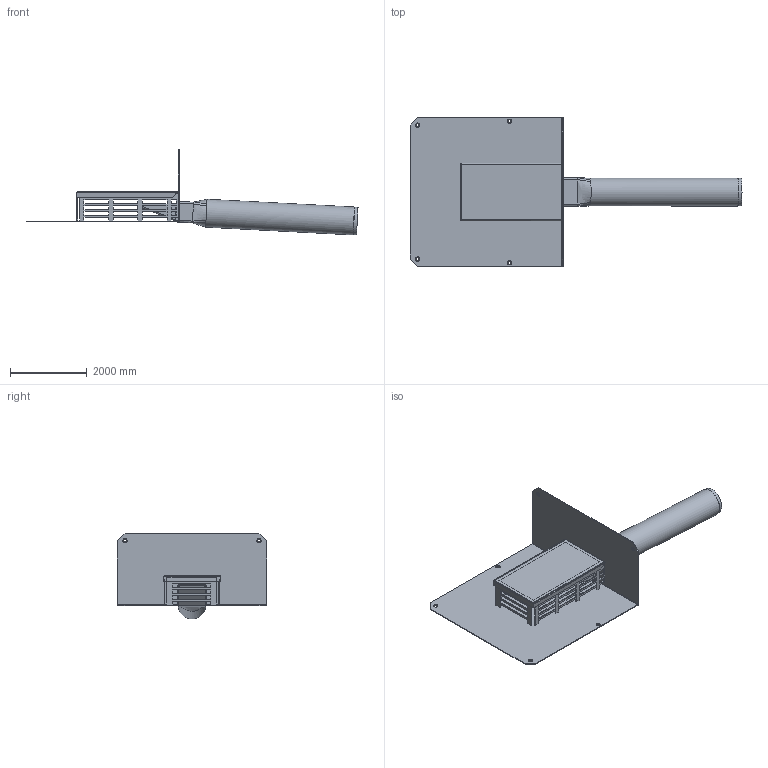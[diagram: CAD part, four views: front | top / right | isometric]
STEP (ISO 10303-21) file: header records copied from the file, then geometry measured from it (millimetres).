
FILE_DESCRIPTION(/* description */ (''),/* implementation_level */ '2;1');
FILE_NAME(/* name */ '01329.070X_3D.stp',/* time_stamp */ '2024-12-11T13:24:04+01:00',/* author */ ('CAD'),/* organization */ (''),/* preprocessor_version */ 'ST-DEVELOPER v20',/* originating_system */ 'AutoCAD Mechanical',/* authorisation */ '');
FILE_SCHEMA (('AUTOMOTIVE_DESIGN { 1 0 10303 214 3 1 1 }'));
Length unit declared in the file: centimetre
Products named in the file (2): Product; *S0
Assembly tree (1 placements, depth 2):
  Product
    *S0
Bounding box: 8674.85 x 3900 x 2242.21 mm (x, y, z)
Volume: 751355596.5 mm3; surface area: 86712883.3 mm2
Topology: 5 solids, 5 shells, 306 faces, 838 edges, 540 vertices
Faces by surface type: plane 248, cylinder 32, bspline 16, cone 8, torus 2
Full cylindrical faces by diameter (mm): 698 x1, 730 x1
Entity records: 11034 total; most frequent: CARTESIAN_POINT 3038, ORIENTED_EDGE 1700, DIRECTION 1518, EDGE_CURVE 850, LINE 688, VECTOR 688, VERTEX_POINT 552, AXIS2_PLACEMENT_3D 415
